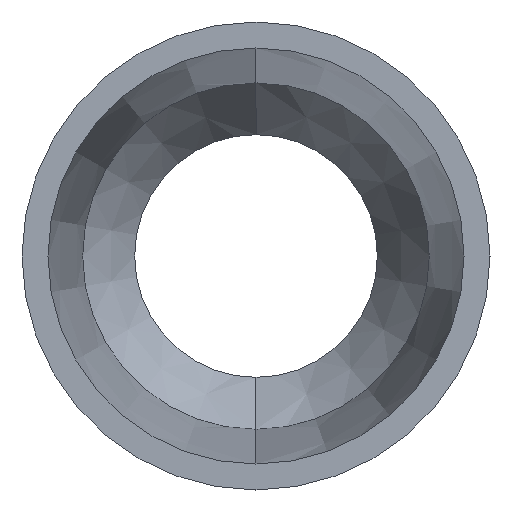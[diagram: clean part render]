
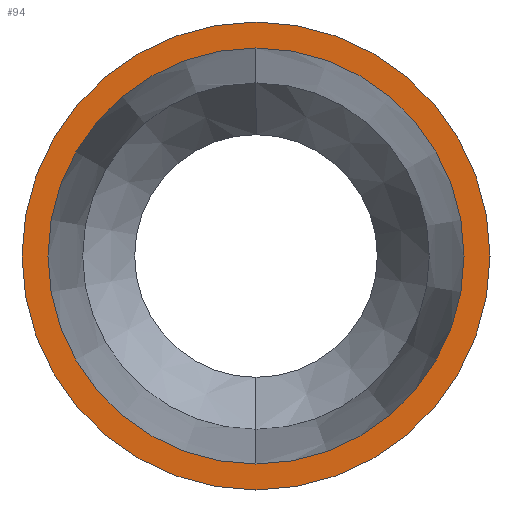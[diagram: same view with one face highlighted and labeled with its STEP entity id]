
A CAD part, left-side view. The second image highlights one B-rep face of the part: STEP entity #94.
In plain terms, the highlighted planar face has unit normal (-1, 0, 0).
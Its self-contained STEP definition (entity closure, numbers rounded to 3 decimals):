
#2 = DIRECTION ( 'NONE',  ( 0., 0., 1. ) ) ;
#31 = ORIENTED_EDGE ( 'NONE', *, *, #529, .T. ) ;
#41 = AXIS2_PLACEMENT_3D ( 'NONE', #512, #355, #147 ) ;
#47 = CARTESIAN_POINT ( 'NONE',  ( -5., 0., 0. ) ) ;
#58 = EDGE_LOOP ( 'NONE', ( #205, #554 ) ) ;
#94 = ADVANCED_FACE ( 'NONE', ( #265, #114 ), #480, .F. ) ;
#97 = CARTESIAN_POINT ( 'NONE',  ( -5., 0., -2.4 ) ) ;
#114 = FACE_OUTER_BOUND ( 'NONE', #177, .T. ) ;
#129 = CARTESIAN_POINT ( 'NONE',  ( -5., 0., 0. ) ) ;
#131 = CIRCLE ( 'NONE', #162, 2.7 ) ;
#142 = AXIS2_PLACEMENT_3D ( 'NONE', #129, #484, #671 ) ;
#146 = EDGE_CURVE ( 'NONE', #541, #172, #131, .T. ) ;
#147 = DIRECTION ( 'NONE',  ( 0., 0., 1. ) ) ;
#153 = CIRCLE ( 'NONE', #622, 2.7 ) ;
#162 = AXIS2_PLACEMENT_3D ( 'NONE', #47, #536, #2 ) ;
#172 = VERTEX_POINT ( 'NONE', #277 ) ;
#177 = EDGE_LOOP ( 'NONE', ( #31, #325 ) ) ;
#205 = ORIENTED_EDGE ( 'NONE', *, *, #360, .F. ) ;
#214 = CARTESIAN_POINT ( 'NONE',  ( -5., 0., 0. ) ) ;
#220 = DIRECTION ( 'NONE',  ( 0., 0., -1. ) ) ;
#226 = AXIS2_PLACEMENT_3D ( 'NONE', #584, #486, #220 ) ;
#230 = VERTEX_POINT ( 'NONE', #616 ) ;
#262 = CIRCLE ( 'NONE', #41, 2.4 ) ;
#265 = FACE_BOUND ( 'NONE', #58, .T. ) ;
#277 = CARTESIAN_POINT ( 'NONE',  ( -5., 0., 2.7 ) ) ;
#325 = ORIENTED_EDGE ( 'NONE', *, *, #146, .T. ) ;
#355 = DIRECTION ( 'NONE',  ( -1., 0., 0. ) ) ;
#360 = EDGE_CURVE ( 'NONE', #230, #444, #262, .T. ) ;
#444 = VERTEX_POINT ( 'NONE', #97 ) ;
#480 = PLANE ( 'NONE',  #226 ) ;
#484 = DIRECTION ( 'NONE',  ( -1., 0., 0. ) ) ;
#486 = DIRECTION ( 'NONE',  ( 1., 0., 0. ) ) ;
#511 = CIRCLE ( 'NONE', #142, 2.4 ) ;
#512 = CARTESIAN_POINT ( 'NONE',  ( -5., 0., 0. ) ) ;
#529 = EDGE_CURVE ( 'NONE', #172, #541, #153, .T. ) ;
#530 = CARTESIAN_POINT ( 'NONE',  ( -5., 0., -2.7 ) ) ;
#536 = DIRECTION ( 'NONE',  ( -1., 0., 0. ) ) ;
#541 = VERTEX_POINT ( 'NONE', #530 ) ;
#554 = ORIENTED_EDGE ( 'NONE', *, *, #673, .F. ) ;
#584 = CARTESIAN_POINT ( 'NONE',  ( -5., 2.7, 0. ) ) ;
#591 = DIRECTION ( 'NONE',  ( 0., 0., 1. ) ) ;
#616 = CARTESIAN_POINT ( 'NONE',  ( -5., 0., 2.4 ) ) ;
#622 = AXIS2_PLACEMENT_3D ( 'NONE', #214, #695, #591 ) ;
#671 = DIRECTION ( 'NONE',  ( 0., 0., 1. ) ) ;
#673 = EDGE_CURVE ( 'NONE', #444, #230, #511, .T. ) ;
#695 = DIRECTION ( 'NONE',  ( -1., 0., 0. ) ) ;
